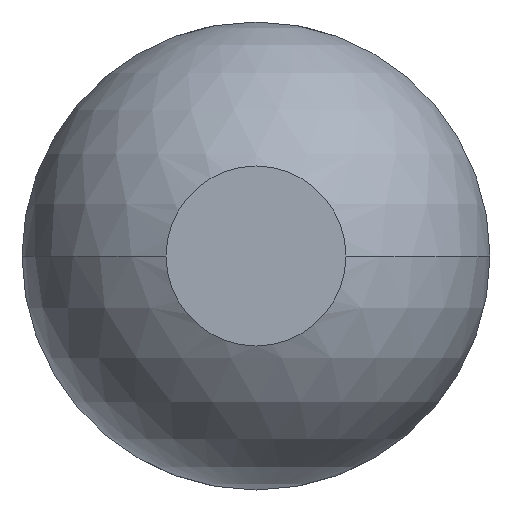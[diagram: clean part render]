
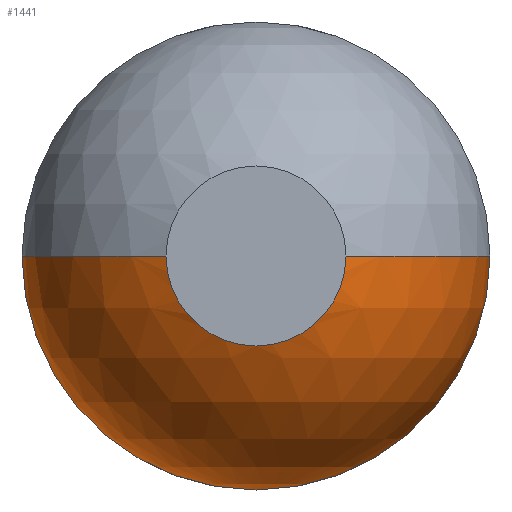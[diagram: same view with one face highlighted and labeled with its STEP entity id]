
A CAD part, front view. The second image highlights one B-rep face of the part: STEP entity #1441.
In plain terms, the highlighted spherical face has radius 0.39 mm.
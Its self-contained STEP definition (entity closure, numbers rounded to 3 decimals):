
#100 = AXIS2_PLACEMENT_3D ( 'NONE', #121, #1807, #2838 ) ;
#121 = CARTESIAN_POINT ( 'NONE',  ( 0., -35.94, 0. ) ) ;
#132 = VERTEX_POINT ( 'NONE', #3645 ) ;
#169 = CARTESIAN_POINT ( 'NONE',  ( 0.39, -35.94, 0. ) ) ;
#770 = AXIS2_PLACEMENT_3D ( 'NONE', #2135, #3107, #2480 ) ;
#847 = AXIS2_PLACEMENT_3D ( 'NONE', #3021, #2342, #1687 ) ;
#859 = CARTESIAN_POINT ( 'NONE',  ( 0., -35.94, 0. ) ) ;
#886 = VERTEX_POINT ( 'NONE', #1293 ) ;
#897 = CIRCLE ( 'NONE', #770, 0.39 ) ;
#907 = CARTESIAN_POINT ( 'NONE',  ( -0.15, -36.3, 0. ) ) ;
#935 = DIRECTION ( 'NONE',  ( 0., 0., -1. ) ) ;
#954 = EDGE_CURVE ( 'NONE', #1570, #886, #1172, .T. ) ;
#1047 = VERTEX_POINT ( 'NONE', #3768 ) ;
#1063 = CIRCLE ( 'NONE', #2458, 0.39 ) ;
#1172 = CIRCLE ( 'NONE', #3247, 0.39 ) ;
#1220 = CIRCLE ( 'NONE', #3197, 0.15 ) ;
#1291 = ORIENTED_EDGE ( 'NONE', *, *, #3670, .F. ) ;
#1293 = CARTESIAN_POINT ( 'NONE',  ( -0.39, -35.94, 0. ) ) ;
#1318 = ORIENTED_EDGE ( 'NONE', *, *, #1555, .F. ) ;
#1341 = DIRECTION ( 'NONE',  ( -1., 0., 0. ) ) ;
#1441 = ADVANCED_FACE ( 'Defeature ausgef�hrt2_4', ( #3275 ), #3871, .T. ) ;
#1555 = EDGE_CURVE ( 'Defeature ausgef�hrt2_43+Defeature ausgef�hrt2_4+Defeature ausgef�hrt2_4+Defeature ausgef�hrt2_4', #2901, #1047, #1220, .T. ) ;
#1570 = VERTEX_POINT ( 'NONE', #907 ) ;
#1619 = CARTESIAN_POINT ( 'NONE',  ( 0., -35.94, 0. ) ) ;
#1687 = DIRECTION ( 'NONE',  ( 0., 0., -1. ) ) ;
#1807 = DIRECTION ( 'NONE',  ( 0., 1., 0. ) ) ;
#1877 = ORIENTED_EDGE ( 'NONE', *, *, #4198, .F. ) ;
#1917 = DIRECTION ( 'NONE',  ( 0., 0., -1. ) ) ;
#1959 = DIRECTION ( 'NONE',  ( 0., 1., 0. ) ) ;
#2135 = CARTESIAN_POINT ( 'NONE',  ( 0., -35.94, 0. ) ) ;
#2200 = CARTESIAN_POINT ( 'NONE',  ( 0., -36.3, -0.15 ) ) ;
#2233 = DIRECTION ( 'NONE',  ( 1., 0., 0. ) ) ;
#2235 = CIRCLE ( 'NONE', #847, 0.15 ) ;
#2342 = DIRECTION ( 'NONE',  ( 0., -1., 0. ) ) ;
#2356 = CARTESIAN_POINT ( 'NONE',  ( 0., -35.94, 0. ) ) ;
#2458 = AXIS2_PLACEMENT_3D ( 'NONE', #1619, #1959, #2638 ) ;
#2480 = DIRECTION ( 'NONE',  ( 1., 0., 0. ) ) ;
#2638 = DIRECTION ( 'NONE',  ( 0., 0., 1. ) ) ;
#2757 = EDGE_LOOP ( 'NONE', ( #3916, #4375, #1877, #2933, #1291, #1318 ) ) ;
#2838 = DIRECTION ( 'NONE',  ( 0., 0., 1. ) ) ;
#2901 = VERTEX_POINT ( 'NONE', #2200 ) ;
#2933 = ORIENTED_EDGE ( 'NONE', *, *, #3608, .F. ) ;
#2949 = VERTEX_POINT ( 'NONE', #169 ) ;
#3021 = CARTESIAN_POINT ( 'NONE',  ( 0., -36.3, 0. ) ) ;
#3107 = DIRECTION ( 'NONE',  ( 0., 0., 1. ) ) ;
#3197 = AXIS2_PLACEMENT_3D ( 'NONE', #3295, #3599, #3277 ) ;
#3247 = AXIS2_PLACEMENT_3D ( 'NONE', #2356, #935, #1341 ) ;
#3275 = FACE_OUTER_BOUND ( 'NONE', #2757, .T. ) ;
#3277 = DIRECTION ( 'NONE',  ( 0., 0., -1. ) ) ;
#3295 = CARTESIAN_POINT ( 'NONE',  ( 0., -36.3, 0. ) ) ;
#3599 = DIRECTION ( 'NONE',  ( 0., -1., 0. ) ) ;
#3608 = EDGE_CURVE ( 'Defeature ausgef�hrt2_5+Defeature ausgef�hrt2_4+Defeature ausgef�hrt2_4+Defeature ausgef�hrt2_4', #2949, #132, #3631, .T. ) ;
#3631 = CIRCLE ( 'NONE', #100, 0.39 ) ;
#3645 = CARTESIAN_POINT ( 'NONE',  ( 0., -35.94, -0.39 ) ) ;
#3670 = EDGE_CURVE ( 'NONE', #1047, #2949, #897, .T. ) ;
#3705 = AXIS2_PLACEMENT_3D ( 'NONE', #859, #1917, #2233 ) ;
#3768 = CARTESIAN_POINT ( 'NONE',  ( 0.15, -36.3, 0. ) ) ;
#3871 = SPHERICAL_SURFACE ( 'NONE', #3705, 0.39 ) ;
#3882 = EDGE_CURVE ( 'Defeature ausgef�hrt2_43+Defeature ausgef�hrt2_4+Defeature ausgef�hrt2_4+Defeature ausgef�hrt2_4', #1570, #2901, #2235, .T. ) ;
#3916 = ORIENTED_EDGE ( 'NONE', *, *, #3882, .F. ) ;
#4198 = EDGE_CURVE ( 'Defeature ausgef�hrt2_5+Defeature ausgef�hrt2_4+Defeature ausgef�hrt2_4+Defeature ausgef�hrt2_4', #132, #886, #1063, .T. ) ;
#4375 = ORIENTED_EDGE ( 'NONE', *, *, #954, .T. ) ;
